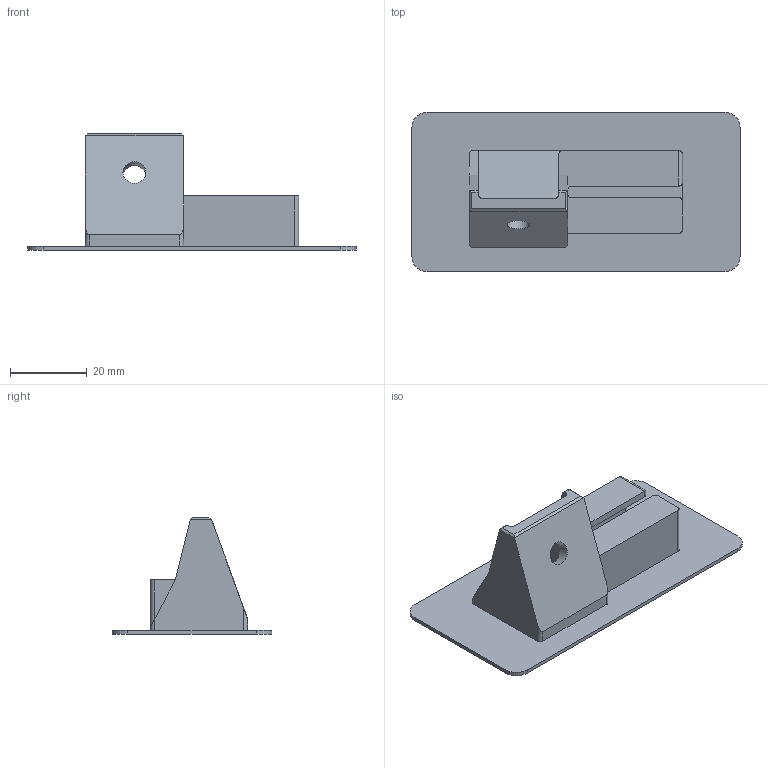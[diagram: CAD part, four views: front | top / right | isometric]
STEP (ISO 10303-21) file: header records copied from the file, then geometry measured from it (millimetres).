
FILE_DESCRIPTION(('FreeCAD Model'),'2;1');
FILE_NAME('Open CASCADE Shape Model','2024-02-17T15:35:28',(''),(''), 'Open CASCADE STEP processor 7.7','FreeCAD','Unknown');
FILE_SCHEMA(('AUTOMOTIVE_DESIGN { 1 0 10303 214 1 1 1 1 }'));
Length unit declared in the file: millimetre
Products named in the file (1): bracket-switch
Bounding box: 85.6 x 41.6 x 30.31 mm (x, y, z)
Volume: 12627.6 mm3; surface area: 12444.2 mm2
Topology: 1 solids, 1 shells, 65 faces, 191 edges, 128 vertices
Faces by surface type: plane 45, cylinder 20
Full cylindrical faces by diameter (mm): 6 x1
Entity records: 4796 total; most frequent: CARTESIAN_POINT 991, DIRECTION 705, LINE 485, VECTOR 485, ORIENTED_EDGE 382, PCURVE 382, DEFINITIONAL_REPRESENTATION 382, EDGE_CURVE 191
